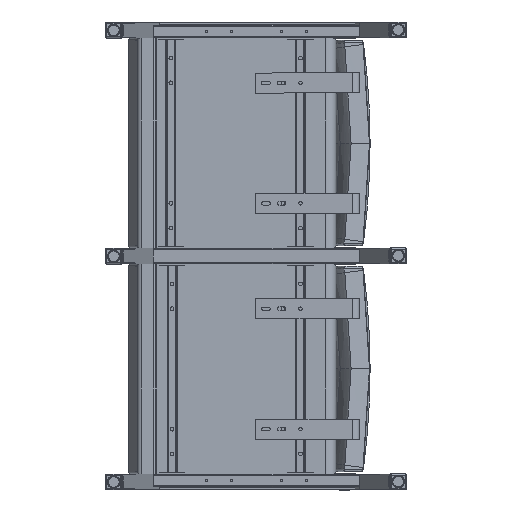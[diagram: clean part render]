
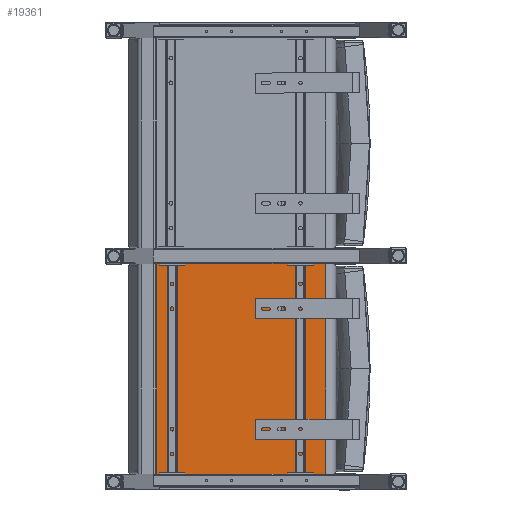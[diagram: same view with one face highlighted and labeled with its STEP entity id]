
A CAD part, front view. The second image highlights one B-rep face of the part: STEP entity #19361.
In plain terms, the highlighted planar face has unit normal (0, -1, 0).
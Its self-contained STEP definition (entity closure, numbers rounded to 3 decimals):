
#1119=PLANE('',#21168);
#2044=LINE('',#42383,#3302);
#2045=LINE('',#42387,#3303);
#2046=LINE('',#42391,#3304);
#2047=LINE('',#42392,#3305);
#3302=VECTOR('',#24717,0.394);
#3303=VECTOR('',#24722,0.394);
#3304=VECTOR('',#24727,0.394);
#3305=VECTOR('',#24728,0.394);
#5301=FACE_OUTER_BOUND('',#6569,.T.);
#6569=EDGE_LOOP('',(#16045,#16046,#16047,#16048));
#9545=VERTEX_POINT('',#42380);
#9546=VERTEX_POINT('',#42382);
#9547=VERTEX_POINT('',#42386);
#9548=VERTEX_POINT('',#42390);
#11883=EDGE_CURVE('',#9545,#9546,#2044,.T.);
#11885=EDGE_CURVE('',#9547,#9546,#2045,.T.);
#11887=EDGE_CURVE('',#9547,#9548,#2046,.T.);
#11888=EDGE_CURVE('',#9548,#9545,#2047,.T.);
#16045=ORIENTED_EDGE('',*,*,#11887,.F.);
#16046=ORIENTED_EDGE('',*,*,#11885,.T.);
#16047=ORIENTED_EDGE('',*,*,#11883,.F.);
#16048=ORIENTED_EDGE('',*,*,#11888,.F.);
#19361=ADVANCED_FACE('',(#5301),#1119,.T.);
#21168=AXIS2_PLACEMENT_3D('',#42389,#24725,#24726);
#24717=DIRECTION('',(1.,0.,0.));
#24722=DIRECTION('',(0.,0.,1.));
#24725=DIRECTION('center_axis',(0.,-1.,0.));
#24726=DIRECTION('ref_axis',(1.,0.,0.));
#24727=DIRECTION('',(-1.,0.,0.));
#24728=DIRECTION('',(0.,0.,1.));
#42380=CARTESIAN_POINT('',(-12.083,0.797,21.));
#42382=CARTESIAN_POINT('',(4.791,0.797,21.));
#42383=CARTESIAN_POINT('',(4.791,0.797,21.));
#42386=CARTESIAN_POINT('',(4.791,0.797,0.));
#42387=CARTESIAN_POINT('',(4.791,0.797,0.));
#42389=CARTESIAN_POINT('Origin',(-12.083,0.797,0.));
#42390=CARTESIAN_POINT('',(-12.083,0.797,0.));
#42391=CARTESIAN_POINT('',(4.791,0.797,0.));
#42392=CARTESIAN_POINT('',(-12.083,0.797,0.));
